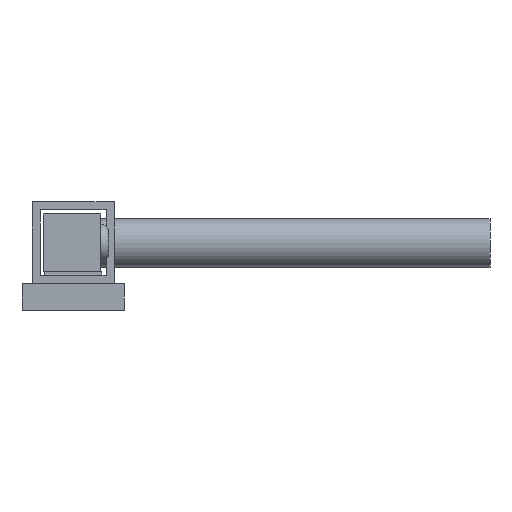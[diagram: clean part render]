
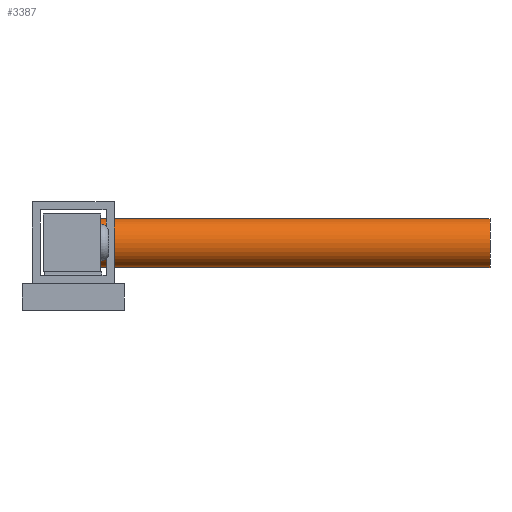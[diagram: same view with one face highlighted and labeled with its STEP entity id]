
A CAD part, front view. The second image highlights one B-rep face of the part: STEP entity #3387.
In plain terms, the highlighted cylindrical face has radius 6 mm (diameter 12 mm), a full revolution.
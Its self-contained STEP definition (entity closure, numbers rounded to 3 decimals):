
#174 = EDGE_CURVE ( 'NONE', #7040, #7040, #1661, .T. ) ;
#449 = CARTESIAN_POINT ( 'NONE',  ( 101.672, 387., 10.36 ) ) ;
#752 = DIRECTION ( 'NONE',  ( 1., 0., 0. ) ) ;
#1661 = CIRCLE ( 'NONE', #3406, 6. ) ;
#2179 = ORIENTED_EDGE ( 'NONE', *, *, #7530, .T. ) ;
#2356 = DIRECTION ( 'NONE',  ( 0., 0., -1. ) ) ;
#2431 = DIRECTION ( 'NONE',  ( 1., 0., 0. ) ) ;
#3198 = DIRECTION ( 'NONE',  ( 0., 0., 1. ) ) ;
#3254 = AXIS2_PLACEMENT_3D ( 'NONE', #11800, #6933, #3198 ) ;
#3315 = CARTESIAN_POINT ( 'NONE',  ( 6.672, 387., 16.36 ) ) ;
#3387 = ADVANCED_FACE ( 'NONE', ( #4809, #3571 ), #9721, .T. ) ;
#3406 = AXIS2_PLACEMENT_3D ( 'NONE', #10211, #752, #9423 ) ;
#3571 = FACE_OUTER_BOUND ( 'NONE', #10236, .T. ) ;
#3617 = CIRCLE ( 'NONE', #4990, 6. ) ;
#4001 = EDGE_LOOP ( 'NONE', ( #4123 ) ) ;
#4123 = ORIENTED_EDGE ( 'NONE', *, *, #174, .F. ) ;
#4809 = FACE_OUTER_BOUND ( 'NONE', #4001, .T. ) ;
#4990 = AXIS2_PLACEMENT_3D ( 'NONE', #3315, #2431, #2356 ) ;
#6933 = DIRECTION ( 'NONE',  ( -1., 0., 0. ) ) ;
#7040 = VERTEX_POINT ( 'NONE', #449 ) ;
#7530 = EDGE_CURVE ( 'NONE', #11517, #11517, #3617, .T. ) ;
#9423 = DIRECTION ( 'NONE',  ( 0., 0., -1. ) ) ;
#9721 = CYLINDRICAL_SURFACE ( 'NONE', #3254, 6. ) ;
#10211 = CARTESIAN_POINT ( 'NONE',  ( 101.672, 387., 16.36 ) ) ;
#10236 = EDGE_LOOP ( 'NONE', ( #2179 ) ) ;
#11517 = VERTEX_POINT ( 'NONE', #12056 ) ;
#11800 = CARTESIAN_POINT ( 'NONE',  ( 101.672, 387., 16.36 ) ) ;
#12056 = CARTESIAN_POINT ( 'NONE',  ( 6.672, 387., 10.36 ) ) ;
